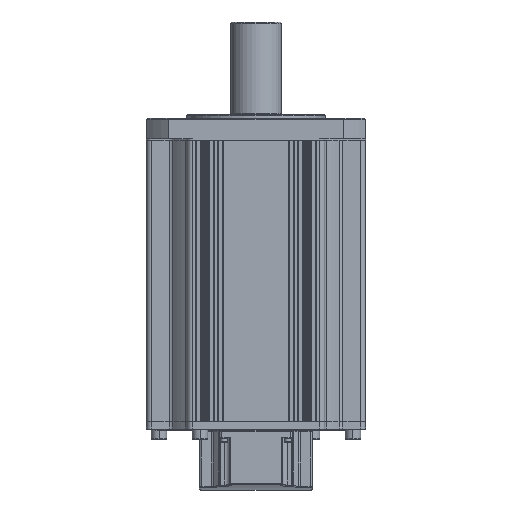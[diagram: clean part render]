
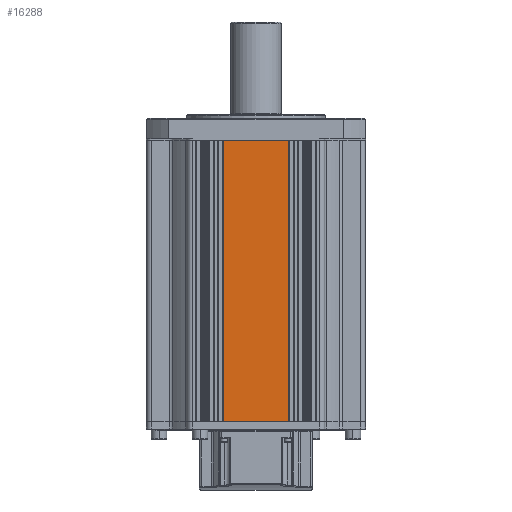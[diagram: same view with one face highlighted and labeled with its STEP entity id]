
A CAD part, front view. The second image highlights one B-rep face of the part: STEP entity #16288.
In plain terms, the highlighted planar face has unit normal (0, -1, 0).
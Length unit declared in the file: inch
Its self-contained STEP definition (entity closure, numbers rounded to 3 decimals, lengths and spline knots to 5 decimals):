
#113 = LINE ( 'NONE', #54349, #50317 ) ;
#3648 = EDGE_CURVE ( 'NONE', #7849, #79330, #113, .T. ) ;
#7513 = CARTESIAN_POINT ( 'NONE',  ( -1.04331, -3.54331, -9.09449 ) ) ;
#7849 = VERTEX_POINT ( 'NONE', #14928 ) ;
#8528 = VECTOR ( 'NONE', #54227, 39.37008 ) ;
#9440 = PLANE ( 'NONE',  #24346 ) ;
#9970 = CARTESIAN_POINT ( 'NONE',  ( 1.04331, -3.54331, 0. ) ) ;
#10231 = ORIENTED_EDGE ( 'NONE', *, *, #22475, .F. ) ;
#11569 = CARTESIAN_POINT ( 'NONE',  ( -1.04331, -3.54331, 0. ) ) ;
#13313 = CARTESIAN_POINT ( 'NONE',  ( 1.04331, -3.54331, -9.09449 ) ) ;
#14185 = CARTESIAN_POINT ( 'NONE',  ( -3.52362, -3.54331, -9.09449 ) ) ;
#14928 = CARTESIAN_POINT ( 'NONE',  ( 1.04331, -3.54331, 0. ) ) ;
#16288 = ADVANCED_FACE ( 'NONE', ( #55966 ), #9440, .F. ) ;
#19555 = EDGE_LOOP ( 'NONE', ( #57485, #72917, #63325, #10231 ) ) ;
#21994 = DIRECTION ( 'NONE',  ( 0., 0., 1. ) ) ;
#22475 = EDGE_CURVE ( 'NONE', #79330, #63603, #60697, .T. ) ;
#23192 = LINE ( 'NONE', #62707, #29374 ) ;
#24346 = AXIS2_PLACEMENT_3D ( 'NONE', #9970, #56053, #55783 ) ;
#27419 = DIRECTION ( 'NONE',  ( -1., 0., 0. ) ) ;
#29374 = VECTOR ( 'NONE', #27419, 39.37008 ) ;
#35105 = LINE ( 'NONE', #67442, #47338 ) ;
#42283 = DIRECTION ( 'NONE',  ( 0., 0., -1. ) ) ;
#47338 = VECTOR ( 'NONE', #21994, 39.37008 ) ;
#50317 = VECTOR ( 'NONE', #42283, 39.37008 ) ;
#52307 = EDGE_CURVE ( 'NONE', #63603, #62935, #35105, .T. ) ;
#54227 = DIRECTION ( 'NONE',  ( -1., 0., 0. ) ) ;
#54349 = CARTESIAN_POINT ( 'NONE',  ( 1.04331, -3.54331, 0. ) ) ;
#55783 = DIRECTION ( 'NONE',  ( -1., 0., 0. ) ) ;
#55966 = FACE_OUTER_BOUND ( 'NONE', #19555, .T. ) ;
#56026 = EDGE_CURVE ( 'NONE', #7849, #62935, #23192, .T. ) ;
#56053 = DIRECTION ( 'NONE',  ( 0., 1., 0. ) ) ;
#57485 = ORIENTED_EDGE ( 'NONE', *, *, #3648, .F. ) ;
#60697 = LINE ( 'NONE', #14185, #8528 ) ;
#62707 = CARTESIAN_POINT ( 'NONE',  ( 1.04331, -3.54331, 0. ) ) ;
#62935 = VERTEX_POINT ( 'NONE', #11569 ) ;
#63325 = ORIENTED_EDGE ( 'NONE', *, *, #52307, .F. ) ;
#63603 = VERTEX_POINT ( 'NONE', #7513 ) ;
#67442 = CARTESIAN_POINT ( 'NONE',  ( -1.04331, -3.54331, 0. ) ) ;
#72917 = ORIENTED_EDGE ( 'NONE', *, *, #56026, .T. ) ;
#79330 = VERTEX_POINT ( 'NONE', #13313 ) ;
